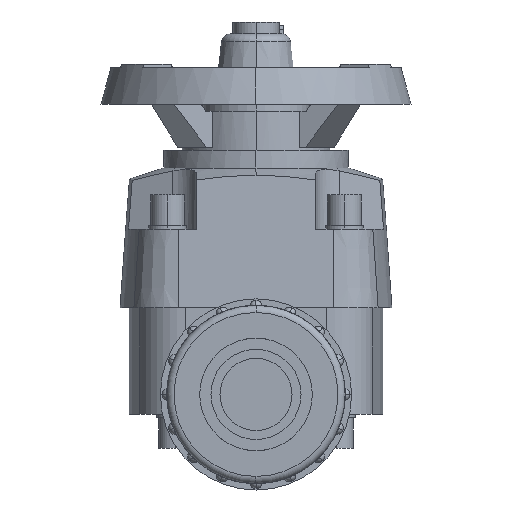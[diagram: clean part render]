
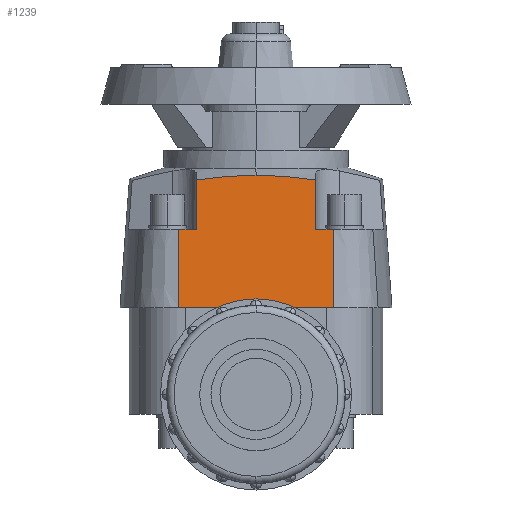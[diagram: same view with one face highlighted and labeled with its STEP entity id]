
A CAD part, left-side view. The second image highlights one B-rep face of the part: STEP entity #1239.
In plain terms, the highlighted planar face has unit normal (-0.998, 0, 0.07).
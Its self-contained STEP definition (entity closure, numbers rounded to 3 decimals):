
#1239=ADVANCED_FACE('',(#2554),#2555,.T.);
#2554=FACE_OUTER_BOUND('',#3920,.T.);
#2555=PLANE('',#3921);
#3920=EDGE_LOOP('',(#7580,#7581,#7582,#7583,#7584,#7585,#7586,#7587,#7588));
#3921=AXIS2_PLACEMENT_3D('',#7589,#7590,#7591);
#7580=ORIENTED_EDGE('',*,*,#9430,.T.);
#7581=ORIENTED_EDGE('',*,*,#8113,.T.);
#7582=ORIENTED_EDGE('',*,*,#9428,.T.);
#7583=ORIENTED_EDGE('',*,*,#9456,.T.);
#7584=ORIENTED_EDGE('',*,*,#9444,.T.);
#7585=ORIENTED_EDGE('',*,*,#9459,.F.);
#7586=ORIENTED_EDGE('',*,*,#9300,.T.);
#7587=ORIENTED_EDGE('',*,*,#9479,.T.);
#7588=ORIENTED_EDGE('',*,*,#9440,.T.);
#7589=CARTESIAN_POINT('',(-34.5,-21.453,24.025));
#7590=DIRECTION('',(-0.998,0.0,0.07));
#7591=DIRECTION('',(0.0,-1.0,0.0));
#8113=EDGE_CURVE('',#9706,#9704,#9707,.T.);
#9300=EDGE_CURVE('',#11480,#11478,#11481,.T.);
#9428=EDGE_CURVE('',#9704,#11635,#11637,.T.);
#9430=EDGE_CURVE('',#11639,#9706,#11640,.T.);
#9440=EDGE_CURVE('',#11653,#11639,#11654,.T.);
#9444=EDGE_CURVE('',#11659,#11660,#11661,.T.);
#9456=EDGE_CURVE('',#11635,#11659,#11677,.T.);
#9459=EDGE_CURVE('',#11480,#11660,#11680,.T.);
#9479=EDGE_CURVE('',#11478,#11653,#11704,.T.);
#9704=VERTEX_POINT('',#12388);
#9706=VERTEX_POINT('',#12391);
#9707=(B_SPLINE_CURVE(2,(#12393,#12394,#12395),.UNSPECIFIED.,.F.,.F.)B_SPLINE_CURVE_WITH_KNOTS((3,3),(0.0,146.66),.UNSPECIFIED.)RATIONAL_B_SPLINE_CURVE((1.0,2.507,1.0))BOUNDED_CURVE()REPRESENTATION_ITEM('')GEOMETRIC_REPRESENTATION_ITEM()CURVE());
#11478=VERTEX_POINT('',#15476);
#11480=VERTEX_POINT('',#15478);
#11481=LINE('',#15479,#15480);
#11635=VERTEX_POINT('',#15749);
#11637=(B_SPLINE_CURVE(2,(#15761,#15762,#15763),.UNSPECIFIED.,.F.,.F.)B_SPLINE_CURVE_WITH_KNOTS((3,3),(0.0,146.66),.UNSPECIFIED.)RATIONAL_B_SPLINE_CURVE((1.0,2.507,1.0))BOUNDED_CURVE()REPRESENTATION_ITEM('')GEOMETRIC_REPRESENTATION_ITEM()CURVE());
#11639=VERTEX_POINT('',#15771);
#11640=LINE('',#15772,#15773);
#11653=VERTEX_POINT('',#15799);
#11654=LINE('',#15800,#15801);
#11659=VERTEX_POINT('',#15806);
#11660=VERTEX_POINT('',#15807);
#11661=LINE('',#15808,#15809);
#11677=LINE('',#15838,#15839);
#11680=LINE('',#15843,#15844);
#11704=LINE('',#15884,#15885);
#12388=CARTESIAN_POINT('',(-31.929,0.,60.795));
#12391=CARTESIAN_POINT('',(-32.019,-16.5,59.499));
#12393=CARTESIAN_POINT('',(-32.972,-71.791,45.883));
#12394=CARTESIAN_POINT('',(-31.513,0.0,66.743));
#12395=CARTESIAN_POINT('',(-32.972,71.791,45.883));
#15476=CARTESIAN_POINT('',(-34.5,-21.453,24.025));
#15478=CARTESIAN_POINT('',(-34.5,21.453,24.025));
#15479=CARTESIAN_POINT('',(-34.5,21.453,24.025));
#15480=VECTOR('',#18075,1.0);
#15749=CARTESIAN_POINT('',(-32.019,16.5,59.499));
#15761=CARTESIAN_POINT('',(-32.972,-71.791,45.883));
#15762=CARTESIAN_POINT('',(-31.513,0.0,66.743));
#15763=CARTESIAN_POINT('',(-32.972,71.791,45.883));
#15771=CARTESIAN_POINT('',(-32.972,-16.5,45.883));
#15772=CARTESIAN_POINT('',(-32.208,-16.5,56.808));
#15773=VECTOR('',#18257,1.0);
#15799=CARTESIAN_POINT('',(-32.972,-21.453,45.883));
#15800=CARTESIAN_POINT('',(-32.972,-24.933,45.883));
#15801=VECTOR('',#18265,1.0);
#15806=CARTESIAN_POINT('',(-32.972,16.5,45.883));
#15807=CARTESIAN_POINT('',(-32.972,21.453,45.883));
#15808=CARTESIAN_POINT('',(-32.972,3.48,45.883));
#15809=VECTOR('',#18272,1.0);
#15838=CARTESIAN_POINT('',(-33.729,16.5,35.056));
#15839=VECTOR('',#18286,1.0);
#15843=CARTESIAN_POINT('',(-34.5,21.453,24.025));
#15844=VECTOR('',#18288,1.0);
#15884=CARTESIAN_POINT('',(-34.5,-21.453,24.025));
#15885=VECTOR('',#18305,1.0);
#18075=DIRECTION('',(0.0,-1.0,0.0));
#18257=DIRECTION('',(0.07,-0.0,0.998));
#18265=DIRECTION('',(0.0,1.0,0.0));
#18272=DIRECTION('',(0.0,1.0,-0.0));
#18286=DIRECTION('',(-0.07,-0.0,-0.998));
#18288=DIRECTION('',(0.07,0.,0.998));
#18305=DIRECTION('',(0.07,0.0,0.998));
